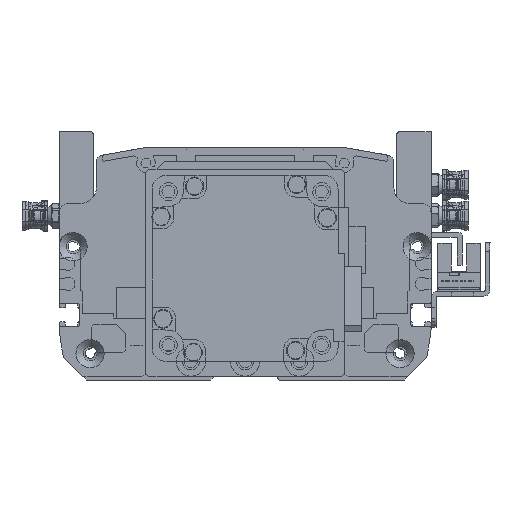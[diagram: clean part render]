
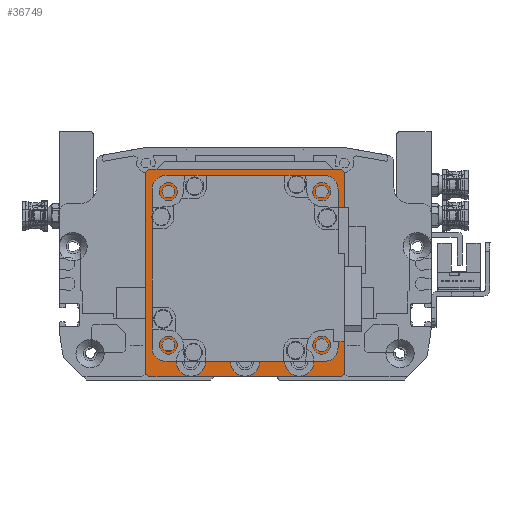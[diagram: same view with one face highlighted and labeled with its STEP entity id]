
A CAD part, front view. The second image highlights one B-rep face of the part: STEP entity #36749.
In plain terms, the highlighted face is planar.
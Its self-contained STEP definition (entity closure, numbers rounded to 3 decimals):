
#2792=FACE_BOUND('',#8830,.T.);
#2793=FACE_BOUND('',#8831,.T.);
#2794=FACE_BOUND('',#8832,.T.);
#2795=FACE_BOUND('',#8833,.T.);
#2796=FACE_BOUND('',#8834,.T.);
#2797=FACE_BOUND('',#8835,.T.);
#2798=FACE_BOUND('',#8836,.T.);
#2799=FACE_BOUND('',#8837,.T.);
#4558=CIRCLE('',#40951,25.);
#4559=CIRCLE('',#40952,2.067);
#4560=CIRCLE('',#40953,2.067);
#4561=CIRCLE('',#40954,2.067);
#4562=CIRCLE('',#40955,2.067);
#4563=CIRCLE('',#40956,4.75);
#4564=CIRCLE('',#40957,4.75);
#4565=CIRCLE('',#40958,4.75);
#6465=FACE_OUTER_BOUND('',#8829,.T.);
#8829=EDGE_LOOP('',(#32470,#32471,#32472,#32473,#32474,#32475,#32476,#32477));
#8830=EDGE_LOOP('',(#32478));
#8831=EDGE_LOOP('',(#32479));
#8832=EDGE_LOOP('',(#32480));
#8833=EDGE_LOOP('',(#32481));
#8834=EDGE_LOOP('',(#32482));
#8835=EDGE_LOOP('',(#32483));
#8836=EDGE_LOOP('',(#32484));
#8837=EDGE_LOOP('',(#32485));
#11521=LINE('',#65532,#14365);
#11523=LINE('',#65536,#14367);
#11526=LINE('',#65542,#14370);
#11527=LINE('',#65544,#14371);
#11528=LINE('',#65546,#14372);
#11529=LINE('',#65548,#14373);
#11530=LINE('',#65550,#14374);
#11531=LINE('',#65551,#14375);
#14365=VECTOR('',#50641,10.);
#14367=VECTOR('',#50645,10.);
#14370=VECTOR('',#50650,10.);
#14371=VECTOR('',#50651,10.);
#14372=VECTOR('',#50652,10.);
#14373=VECTOR('',#50653,10.);
#14374=VECTOR('',#50654,10.);
#14375=VECTOR('',#50655,10.);
#17870=VERTEX_POINT('',#65529);
#17871=VERTEX_POINT('',#65531);
#17872=VERTEX_POINT('',#65535);
#17874=VERTEX_POINT('',#65541);
#17875=VERTEX_POINT('',#65543);
#17876=VERTEX_POINT('',#65545);
#17877=VERTEX_POINT('',#65547);
#17878=VERTEX_POINT('',#65549);
#17879=VERTEX_POINT('',#65552);
#17880=VERTEX_POINT('',#65554);
#17881=VERTEX_POINT('',#65556);
#17882=VERTEX_POINT('',#65558);
#17883=VERTEX_POINT('',#65560);
#17884=VERTEX_POINT('',#65562);
#17885=VERTEX_POINT('',#65564);
#17886=VERTEX_POINT('',#65566);
#22834=EDGE_CURVE('',#17870,#17871,#11521,.T.);
#22836=EDGE_CURVE('',#17872,#17871,#11523,.T.);
#22839=EDGE_CURVE('',#17870,#17874,#11526,.T.);
#22840=EDGE_CURVE('',#17875,#17874,#11527,.T.);
#22841=EDGE_CURVE('',#17875,#17876,#11528,.T.);
#22842=EDGE_CURVE('',#17877,#17876,#11529,.T.);
#22843=EDGE_CURVE('',#17877,#17878,#11530,.T.);
#22844=EDGE_CURVE('',#17872,#17878,#11531,.T.);
#22845=EDGE_CURVE('',#17879,#17879,#4558,.T.);
#22846=EDGE_CURVE('',#17880,#17880,#4559,.T.);
#22847=EDGE_CURVE('',#17881,#17881,#4560,.T.);
#22848=EDGE_CURVE('',#17882,#17882,#4561,.T.);
#22849=EDGE_CURVE('',#17883,#17883,#4562,.T.);
#22850=EDGE_CURVE('',#17884,#17884,#4563,.T.);
#22851=EDGE_CURVE('',#17885,#17885,#4564,.T.);
#22852=EDGE_CURVE('',#17886,#17886,#4565,.T.);
#32470=ORIENTED_EDGE('',*,*,#22834,.F.);
#32471=ORIENTED_EDGE('',*,*,#22839,.T.);
#32472=ORIENTED_EDGE('',*,*,#22840,.F.);
#32473=ORIENTED_EDGE('',*,*,#22841,.T.);
#32474=ORIENTED_EDGE('',*,*,#22842,.F.);
#32475=ORIENTED_EDGE('',*,*,#22843,.T.);
#32476=ORIENTED_EDGE('',*,*,#22844,.F.);
#32477=ORIENTED_EDGE('',*,*,#22836,.T.);
#32478=ORIENTED_EDGE('',*,*,#22845,.T.);
#32479=ORIENTED_EDGE('',*,*,#22846,.T.);
#32480=ORIENTED_EDGE('',*,*,#22847,.T.);
#32481=ORIENTED_EDGE('',*,*,#22848,.T.);
#32482=ORIENTED_EDGE('',*,*,#22849,.T.);
#32483=ORIENTED_EDGE('',*,*,#22850,.T.);
#32484=ORIENTED_EDGE('',*,*,#22851,.T.);
#32485=ORIENTED_EDGE('',*,*,#22852,.T.);
#34942=PLANE('',#40950);
#36749=ADVANCED_FACE('',(#6465,#2792,#2793,#2794,#2795,#2796,#2797,#2798,
#2799),#34942,.T.);
#40950=AXIS2_PLACEMENT_3D('',#65540,#50648,#50649);
#40951=AXIS2_PLACEMENT_3D('',#65553,#50656,#50657);
#40952=AXIS2_PLACEMENT_3D('',#65555,#50658,#50659);
#40953=AXIS2_PLACEMENT_3D('',#65557,#50660,#50661);
#40954=AXIS2_PLACEMENT_3D('',#65559,#50662,#50663);
#40955=AXIS2_PLACEMENT_3D('',#65561,#50664,#50665);
#40956=AXIS2_PLACEMENT_3D('',#65563,#50666,#50667);
#40957=AXIS2_PLACEMENT_3D('',#65565,#50668,#50669);
#40958=AXIS2_PLACEMENT_3D('',#65567,#50670,#50671);
#50641=DIRECTION('',(0.707,0.707,0.));
#50645=DIRECTION('',(-1.,0.,0.));
#50648=DIRECTION('center_axis',(0.,0.,1.));
#50649=DIRECTION('ref_axis',(1.,0.,0.));
#50650=DIRECTION('',(0.,-1.,0.));
#50651=DIRECTION('',(-0.707,0.707,0.));
#50652=DIRECTION('',(1.,0.,0.));
#50653=DIRECTION('',(-0.707,-0.707,0.));
#50654=DIRECTION('',(0.,1.,0.));
#50655=DIRECTION('',(0.707,-0.707,0.));
#50656=DIRECTION('center_axis',(0.,0.,-1.));
#50657=DIRECTION('ref_axis',(1.,0.,0.));
#50658=DIRECTION('center_axis',(0.,0.,-1.));
#50659=DIRECTION('ref_axis',(1.,0.,0.));
#50660=DIRECTION('center_axis',(0.,0.,-1.));
#50661=DIRECTION('ref_axis',(1.,0.,0.));
#50662=DIRECTION('center_axis',(0.,0.,-1.));
#50663=DIRECTION('ref_axis',(1.,0.,0.));
#50664=DIRECTION('center_axis',(0.,0.,-1.));
#50665=DIRECTION('ref_axis',(1.,0.,0.));
#50666=DIRECTION('center_axis',(0.,0.,-1.));
#50667=DIRECTION('ref_axis',(1.,0.,0.));
#50668=DIRECTION('center_axis',(0.,0.,-1.));
#50669=DIRECTION('ref_axis',(1.,0.,0.));
#50670=DIRECTION('center_axis',(0.,0.,-1.));
#50671=DIRECTION('ref_axis',(1.,0.,0.));
#65529=CARTESIAN_POINT('',(-32.,31.,62.));
#65531=CARTESIAN_POINT('',(-31.,32.,62.));
#65532=CARTESIAN_POINT('',(-31.5,31.5,62.));
#65535=CARTESIAN_POINT('',(31.,32.,62.));
#65536=CARTESIAN_POINT('',(46.613,32.,62.));
#65540=CARTESIAN_POINT('Origin',(0.,0.,
62.));
#65541=CARTESIAN_POINT('',(-32.,-34.,62.));
#65542=CARTESIAN_POINT('',(-32.,35.,62.));
#65543=CARTESIAN_POINT('',(-31.,-35.,62.));
#65544=CARTESIAN_POINT('',(-32.25,-33.75,62.));
#65545=CARTESIAN_POINT('',(31.,-35.,62.));
#65546=CARTESIAN_POINT('',(-32.,-35.,62.));
#65547=CARTESIAN_POINT('',(32.,-34.,62.));
#65548=CARTESIAN_POINT('',(32.25,-33.75,62.));
#65549=CARTESIAN_POINT('',(32.,31.,62.));
#65550=CARTESIAN_POINT('',(32.,-35.,62.));
#65551=CARTESIAN_POINT('',(31.5,31.5,62.));
#65552=CARTESIAN_POINT('',(-25.,0.,62.));
#65553=CARTESIAN_POINT('Origin',(0.,0.,62.));
#65554=CARTESIAN_POINT('',(22.682,-24.749,62.));
#65555=CARTESIAN_POINT('Origin',(24.749,-24.749,62.));
#65556=CARTESIAN_POINT('',(22.682,24.749,62.));
#65557=CARTESIAN_POINT('Origin',(24.749,24.749,62.));
#65558=CARTESIAN_POINT('',(-26.816,24.749,62.));
#65559=CARTESIAN_POINT('Origin',(-24.749,24.749,62.));
#65560=CARTESIAN_POINT('',(-26.816,-24.749,62.));
#65561=CARTESIAN_POINT('Origin',(-24.749,-24.749,62.));
#65562=CARTESIAN_POINT('',(-4.75,-30.,62.));
#65563=CARTESIAN_POINT('Origin',(0.,-30.,62.));
#65564=CARTESIAN_POINT('',(12.75,-30.,62.));
#65565=CARTESIAN_POINT('Origin',(17.5,-30.,62.));
#65566=CARTESIAN_POINT('',(-22.25,-30.,62.));
#65567=CARTESIAN_POINT('Origin',(-17.5,-30.,62.));
